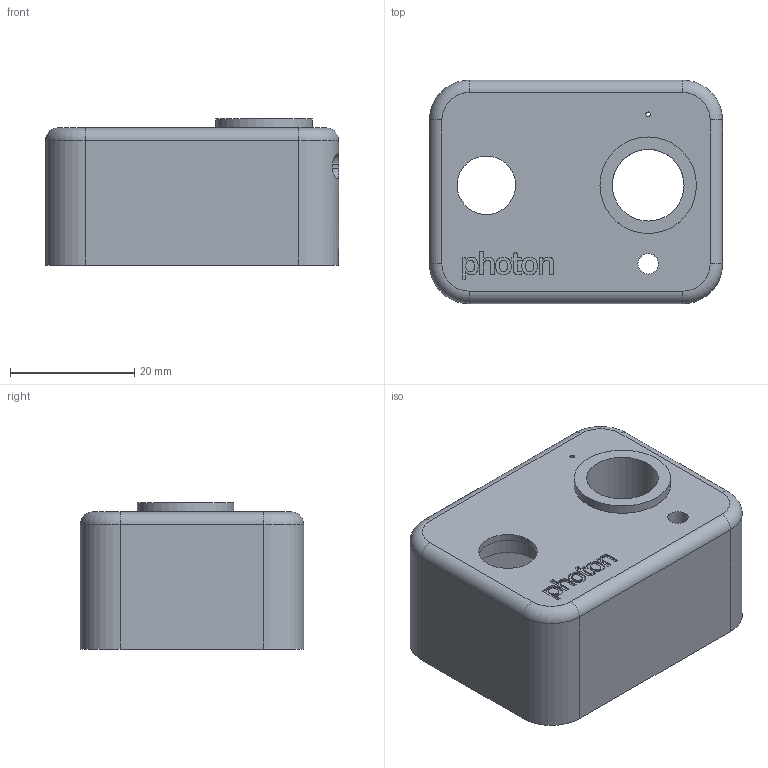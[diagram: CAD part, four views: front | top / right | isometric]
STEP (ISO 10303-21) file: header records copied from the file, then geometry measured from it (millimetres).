
FILE_DESCRIPTION(/* description */ (''),/* implementation_level */ '2;1');
FILE_NAME(/* name */ 'Front.step',/* time_stamp */ '2023-06-08T17:12:20-07:00',/* author */ (''),/* organization */ (''),/* preprocessor_version */ 'ST-DEVELOPER v19.2',/* originating_system */ 'Autodesk Translation Framework v11.17.0.187',/* authorisation */ '');
FILE_SCHEMA (('AUTOMOTIVE_DESIGN { 1 0 10303 214 3 1 1 }'));
Length unit declared in the file: millimetre
Products named in the file (1): Front
Bounding box: 47.16 x 35.95 x 23.5 mm (x, y, z)
Volume: 10686.9 mm3; surface area: 9731 mm2
Topology: 1 solids, 1 shells, 233 faces, 637 edges, 422 vertices
Faces by surface type: plane 91, cylinder 73, bspline 64, torus 4, cone 1
Full cylindrical faces by diameter (mm): 0.75 x1, 1.271 x5, 3.3 x1, 11 x1, 11.529 x1, 15.529 x1
Entity records: 7683 total; most frequent: CARTESIAN_POINT 2211, ORIENTED_EDGE 1274, DIRECTION 996, EDGE_CURVE 637, VERTEX_POINT 422, LINE 346, VECTOR 346, AXIS2_PLACEMENT_3D 325
